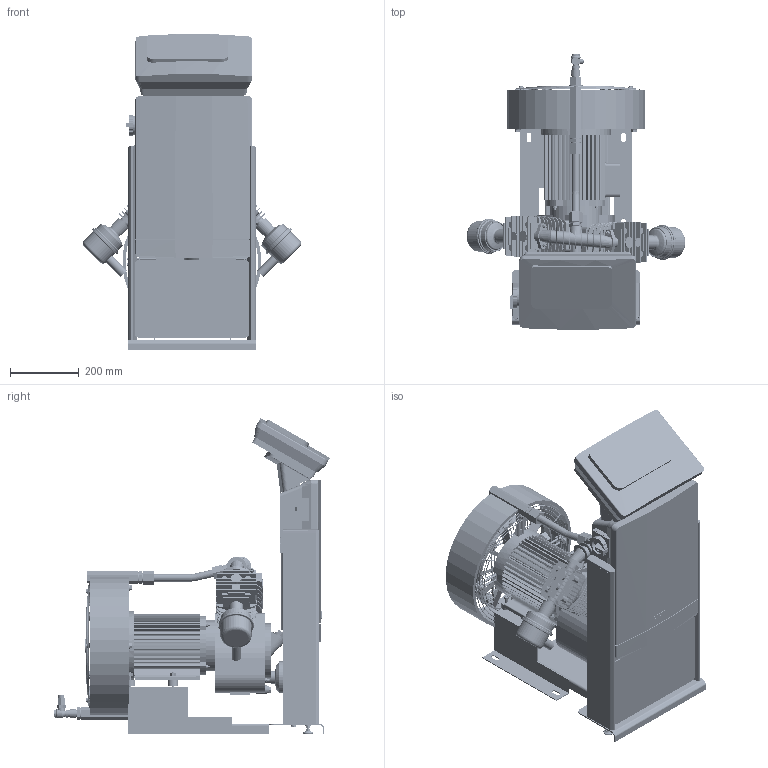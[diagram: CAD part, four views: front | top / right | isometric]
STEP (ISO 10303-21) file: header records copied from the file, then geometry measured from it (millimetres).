
FILE_DESCRIPTION(/* description */ (''),/* implementation_level */ '2;1');
FILE_NAME(/* name */ '3d_ReflexomatRS580_1-8880611.stp',/* time_stamp */ '2015-12-08T09:22:49+01:00',/* author */ ('Andrzej'),/* organization */ (''),/* preprocessor_version */ 'ST-DEVELOPER v15.5',/* originating_system */ 'AutoCAD Mechanical',/* authorisation */ '');
FILE_SCHEMA (('AUTOMOTIVE_DESIGN { 1 0 10303 214 3 1 1 }'));
Length unit declared in the file: millimetre
Products named in the file (1): Product
Bounding box: 635.9 x 802.53 x 919.87 mm (x, y, z)
Volume: 49471179.9 mm3; surface area: 4843966.3 mm2
Topology: 172 solids, 172 shells, 4508 faces, 11052 edges, 7284 vertices
Faces by surface type: plane 2950, cylinder 1175, torus 229, cone 116, bspline 29, sphere 9
Full cylindrical faces by diameter (mm): 3 x16, 4 x8, 4.917 x4, 5 x6, 5.095 x21, 5.4 x7, 5.5 x14, 5.8 x4, 6 x20, 6.2 x2, 6.4 x1, 7 x31, 7.5 x4, 8 x41, 8.3 x1, 8.5 x3, 9 x4, 9.5 x8, 10 x5, 10.4 x6, 10.5 x9, 11.2 x21, 11.63 x2, 12 x12, 13.5 x8, 14.2 x4, 14.5 x1, 15 x2, 16 x26, 16.02 x4
Entity records: 130924 total; most frequent: CARTESIAN_POINT 26204, DIRECTION 22062, ORIENTED_EDGE 20262, EDGE_CURVE 10131, AXIS2_PLACEMENT_3D 7832, VERTEX_POINT 7015, LINE 6398, VECTOR 6398
